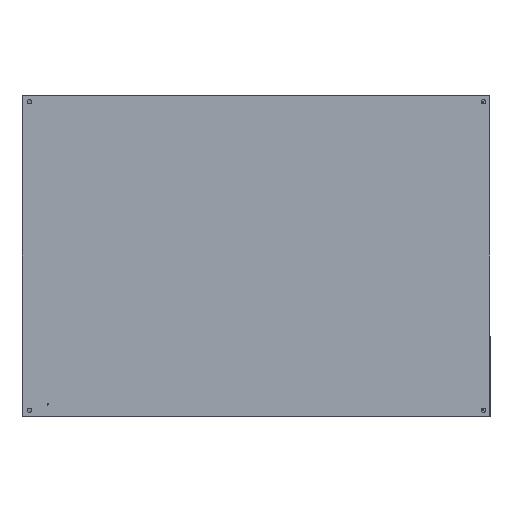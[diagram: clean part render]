
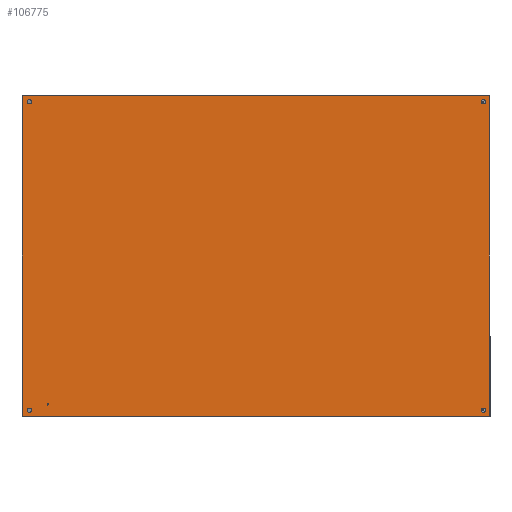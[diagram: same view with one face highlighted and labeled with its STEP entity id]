
A CAD part, left-side view. The second image highlights one B-rep face of the part: STEP entity #106775.
In plain terms, the highlighted face is planar.
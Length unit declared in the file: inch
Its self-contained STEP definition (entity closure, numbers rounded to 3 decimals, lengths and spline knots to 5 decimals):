
#3390 = LINE ( 'NONE', #59069, #70942 ) ;
#3399 = ORIENTED_EDGE ( 'NONE', *, *, #23564, .F. ) ;
#4427 = ORIENTED_EDGE ( 'NONE', *, *, #35186, .F. ) ;
#5242 = CARTESIAN_POINT ( 'NONE',  ( 17.928, 0., -26.103 ) ) ;
#5251 = VERTEX_POINT ( 'NONE', #10832 ) ;
#7079 = CARTESIAN_POINT ( 'NONE',  ( -17.25, 0., 25.58759 ) ) ;
#7711 = VERTEX_POINT ( 'NONE', #7079 ) ;
#8126 = CARTESIAN_POINT ( 'NONE',  ( -17.25, 0., -25.675 ) ) ;
#8626 = CARTESIAN_POINT ( 'NONE',  ( -17.25, 0., -25.425 ) ) ;
#9301 = EDGE_LOOP ( 'NONE', ( #73521, #86623 ) ) ;
#9837 = VERTEX_POINT ( 'NONE', #96650 ) ;
#10832 = CARTESIAN_POINT ( 'NONE',  ( 17.25, 0., -25.175 ) ) ;
#13977 = AXIS2_PLACEMENT_3D ( 'NONE', #72125, #16707, #53206 ) ;
#14143 = CARTESIAN_POINT ( 'NONE',  ( -17.25, 0., 25.33759 ) ) ;
#14958 = VERTEX_POINT ( 'NONE', #8126 ) ;
#15403 = CARTESIAN_POINT ( 'NONE',  ( -17.25, 0., -25.175 ) ) ;
#16036 = CIRCLE ( 'NONE', #22019, 0.25 ) ;
#16707 = DIRECTION ( 'NONE',  ( 0., 1., 0. ) ) ;
#17699 = CARTESIAN_POINT ( 'NONE',  ( 17.25, 0., -25.425 ) ) ;
#22019 = AXIS2_PLACEMENT_3D ( 'NONE', #17699, #73118, #27301 ) ;
#22667 = ORIENTED_EDGE ( 'NONE', *, *, #77035, .F. ) ;
#23564 = EDGE_CURVE ( 'NONE', #9837, #30282, #41169, .T. ) ;
#23928 = ORIENTED_EDGE ( 'NONE', *, *, #88916, .F. ) ;
#26969 = CIRCLE ( 'NONE', #73625, 0.25 ) ;
#27301 = DIRECTION ( 'NONE',  ( 0., 0., -1. ) ) ;
#27854 = VERTEX_POINT ( 'NONE', #49272 ) ;
#28237 = DIRECTION ( 'NONE',  ( 0., 1., 0. ) ) ;
#28945 = EDGE_CURVE ( 'NONE', #30282, #30314, #3390, .T. ) ;
#30282 = VERTEX_POINT ( 'NONE', #55627 ) ;
#30314 = VERTEX_POINT ( 'NONE', #46388 ) ;
#32312 = EDGE_CURVE ( 'NONE', #78267, #14958, #102519, .T. ) ;
#33735 = DIRECTION ( 'NONE',  ( 0., -1., 0. ) ) ;
#35186 = EDGE_CURVE ( 'NONE', #5251, #87682, #41458, .T. ) ;
#35312 = DIRECTION ( 'NONE',  ( 1., 0., 0. ) ) ;
#35330 = CARTESIAN_POINT ( 'NONE',  ( 17.25, 0., -25.425 ) ) ;
#35909 = DIRECTION ( 'NONE',  ( 0., 1., 0. ) ) ;
#36373 = FACE_BOUND ( 'NONE', #9301, .T. ) ;
#37425 = DIRECTION ( 'NONE',  ( 0., 0., -1. ) ) ;
#37730 = CARTESIAN_POINT ( 'NONE',  ( -17.25, 0., 25.08759 ) ) ;
#40456 = ORIENTED_EDGE ( 'NONE', *, *, #42685, .F. ) ;
#41169 = LINE ( 'NONE', #114057, #62774 ) ;
#41458 = CIRCLE ( 'NONE', #70938, 0.25 ) ;
#42685 = EDGE_CURVE ( 'NONE', #54374, #9837, #62354, .T. ) ;
#44115 = EDGE_LOOP ( 'NONE', ( #23928, #83323 ) ) ;
#45501 = CIRCLE ( 'NONE', #13977, 0.25 ) ;
#46388 = CARTESIAN_POINT ( 'NONE',  ( -17.928, 0., -26.067 ) ) ;
#46977 = CIRCLE ( 'NONE', #116190, 0.25 ) ;
#49272 = CARTESIAN_POINT ( 'NONE',  ( 17.25, 0., 25.58759 ) ) ;
#50542 = DIRECTION ( 'NONE',  ( 0., 0., -1. ) ) ;
#53111 = EDGE_CURVE ( 'NONE', #30314, #54374, #93133, .T. ) ;
#53206 = DIRECTION ( 'NONE',  ( 0., 0., -1. ) ) ;
#53803 = VERTEX_POINT ( 'NONE', #37730 ) ;
#54374 = VERTEX_POINT ( 'NONE', #65753 ) ;
#55627 = CARTESIAN_POINT ( 'NONE',  ( -17.928, 0., 26.05159 ) ) ;
#56535 = AXIS2_PLACEMENT_3D ( 'NONE', #87539, #97669, #50542 ) ;
#58263 = CARTESIAN_POINT ( 'NONE',  ( 17.25, 0., 25.33759 ) ) ;
#58759 = DIRECTION ( 'NONE',  ( -1., 0., 0. ) ) ;
#59069 = CARTESIAN_POINT ( 'NONE',  ( -17.928, 0., -26.103 ) ) ;
#59487 = EDGE_LOOP ( 'NONE', ( #89988, #4427 ) ) ;
#60269 = PLANE ( 'NONE',  #93768 ) ;
#61143 = VERTEX_POINT ( 'NONE', #88514 ) ;
#62354 = LINE ( 'NONE', #97577, #111395 ) ;
#62774 = VECTOR ( 'NONE', #58759, 39.37008 ) ;
#64789 = CARTESIAN_POINT ( 'NONE',  ( -17.25, 0., 25.33759 ) ) ;
#65117 = FACE_BOUND ( 'NONE', #91216, .T. ) ;
#65753 = CARTESIAN_POINT ( 'NONE',  ( 17.928, 0., -26.067 ) ) ;
#66343 = DIRECTION ( 'NONE',  ( 0., 1., 0. ) ) ;
#67024 = EDGE_CURVE ( 'NONE', #61143, #27854, #45501, .T. ) ;
#67184 = CIRCLE ( 'NONE', #56535, 0.25 ) ;
#70679 = DIRECTION ( 'NONE',  ( 0., 0., 1. ) ) ;
#70938 = AXIS2_PLACEMENT_3D ( 'NONE', #35330, #99778, #71527 ) ;
#70942 = VECTOR ( 'NONE', #86403, 39.37008 ) ;
#71326 = CIRCLE ( 'NONE', #73622, 0.25 ) ;
#71527 = DIRECTION ( 'NONE',  ( 0., 0., -1. ) ) ;
#72125 = CARTESIAN_POINT ( 'NONE',  ( 17.25, 0., 25.33759 ) ) ;
#73118 = DIRECTION ( 'NONE',  ( 0., 1., 0. ) ) ;
#73521 = ORIENTED_EDGE ( 'NONE', *, *, #104655, .F. ) ;
#73622 = AXIS2_PLACEMENT_3D ( 'NONE', #64789, #28237, #37425 ) ;
#73625 = AXIS2_PLACEMENT_3D ( 'NONE', #58263, #66343, #105005 ) ;
#77035 = EDGE_CURVE ( 'NONE', #27854, #61143, #26969, .T. ) ;
#78047 = DIRECTION ( 'NONE',  ( 0., 0., -1. ) ) ;
#78267 = VERTEX_POINT ( 'NONE', #15403 ) ;
#79905 = CARTESIAN_POINT ( 'NONE',  ( 17.25, 0., -25.675 ) ) ;
#80175 = DIRECTION ( 'NONE',  ( 0., 0., 1. ) ) ;
#81158 = CARTESIAN_POINT ( 'NONE',  ( 17.928, 0., -26.067 ) ) ;
#82154 = DIRECTION ( 'NONE',  ( 0., 0., -1. ) ) ;
#83323 = ORIENTED_EDGE ( 'NONE', *, *, #105672, .F. ) ;
#85248 = ORIENTED_EDGE ( 'NONE', *, *, #67024, .F. ) ;
#86403 = DIRECTION ( 'NONE',  ( 0., 0., -1. ) ) ;
#86623 = ORIENTED_EDGE ( 'NONE', *, *, #32312, .F. ) ;
#87539 = CARTESIAN_POINT ( 'NONE',  ( -17.25, 0., -25.425 ) ) ;
#87682 = VERTEX_POINT ( 'NONE', #79905 ) ;
#88514 = CARTESIAN_POINT ( 'NONE',  ( 17.25, 0., 25.08759 ) ) ;
#88916 = EDGE_CURVE ( 'NONE', #53803, #7711, #46977, .T. ) ;
#89988 = ORIENTED_EDGE ( 'NONE', *, *, #94948, .F. ) ;
#91216 = EDGE_LOOP ( 'NONE', ( #85248, #22667 ) ) ;
#93133 = LINE ( 'NONE', #81158, #98944 ) ;
#93335 = ORIENTED_EDGE ( 'NONE', *, *, #53111, .F. ) ;
#93768 = AXIS2_PLACEMENT_3D ( 'NONE', #5242, #33735, #70679 ) ;
#94948 = EDGE_CURVE ( 'NONE', #87682, #5251, #16036, .T. ) ;
#95430 = FACE_BOUND ( 'NONE', #59487, .T. ) ;
#96650 = CARTESIAN_POINT ( 'NONE',  ( 17.928, 0., 26.05159 ) ) ;
#96944 = FACE_OUTER_BOUND ( 'NONE', #109149, .T. ) ;
#96961 = AXIS2_PLACEMENT_3D ( 'NONE', #8626, #35909, #82154 ) ;
#97577 = CARTESIAN_POINT ( 'NONE',  ( 17.928, 0., -26.103 ) ) ;
#97669 = DIRECTION ( 'NONE',  ( 0., 1., 0. ) ) ;
#98944 = VECTOR ( 'NONE', #35312, 39.37008 ) ;
#99778 = DIRECTION ( 'NONE',  ( 0., 1., 0. ) ) ;
#101191 = FACE_BOUND ( 'NONE', #44115, .T. ) ;
#102519 = CIRCLE ( 'NONE', #96961, 0.25 ) ;
#104655 = EDGE_CURVE ( 'NONE', #14958, #78267, #67184, .T. ) ;
#105005 = DIRECTION ( 'NONE',  ( 0., 0., -1. ) ) ;
#105470 = DIRECTION ( 'NONE',  ( 0., 1., 0. ) ) ;
#105672 = EDGE_CURVE ( 'NONE', #7711, #53803, #71326, .T. ) ;
#106775 = ADVANCED_FACE ( 'NONE', ( #101191, #36373, #96944, #95430, #65117 ), #60269, .F. ) ;
#107966 = ORIENTED_EDGE ( 'NONE', *, *, #28945, .F. ) ;
#109149 = EDGE_LOOP ( 'NONE', ( #93335, #107966, #3399, #40456 ) ) ;
#111395 = VECTOR ( 'NONE', #80175, 39.37008 ) ;
#114057 = CARTESIAN_POINT ( 'NONE',  ( 17.928, 0., 26.05159 ) ) ;
#116190 = AXIS2_PLACEMENT_3D ( 'NONE', #14143, #105470, #78047 ) ;
